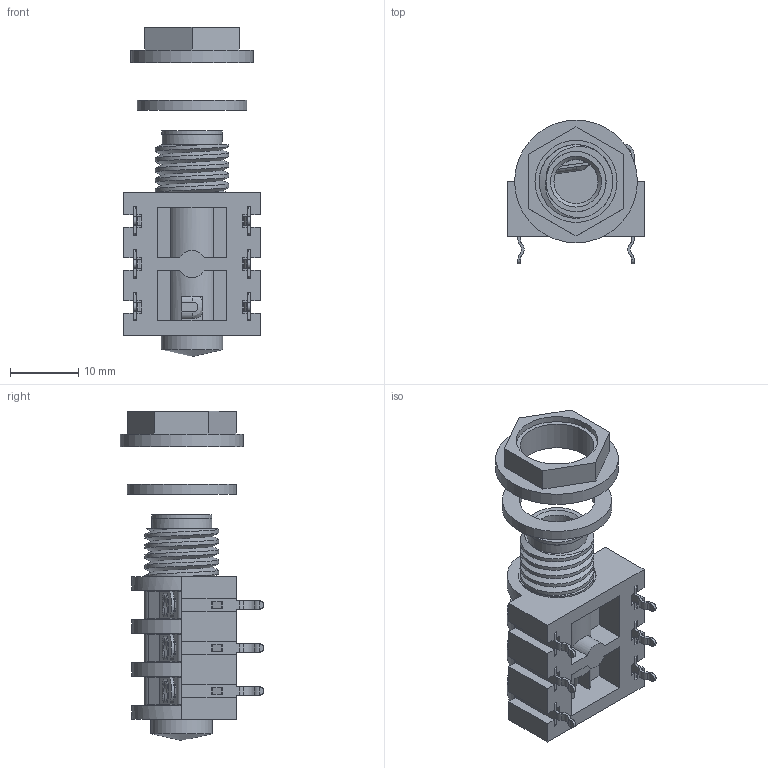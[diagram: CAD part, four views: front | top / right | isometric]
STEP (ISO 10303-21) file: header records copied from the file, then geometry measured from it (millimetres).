
FILE_DESCRIPTION((''),'2;1');
FILE_NAME('ACJS-PHR.stp','2012-06-19T18:58:51',('minh'),(''),'Autodesk Inventor 2012','Autodesk Inventor 2012','');
FILE_SCHEMA(('AUTOMOTIVE_DESIGN { 1 0 10303 214 1 1 1 1 }'));
Length unit declared in the file: millimetre
Products named in the file (7): ACJS-PHR; Housing; contact 1 retain; contact 2 retain; washer; plastic nut; metal sleeve
Assembly tree (10 placements, depth 2):
  ACJS-PHR
    Housing
    contact 1 retain  x3
    contact 2 retain  x3
    washer
    plastic nut
    metal sleeve
Bounding box: 20 x 20.98 x 48.15 mm (x, y, z)
Volume: 4140.8 mm3; surface area: 6452.8 mm2
Topology: 10 solids, 10 shells, 600 faces, 1556 edges, 983 vertices
Faces by surface type: plane 352, cylinder 169, bspline 40, torus 22, sphere 12, cone 5
Full cylindrical faces by diameter (mm): 6.44 x1, 6.5 x1, 7.16 x1, 7.2 x1, 7.26 x2, 8.8 x2, 9 x1, 10.8 x1, 11.1 x1, 12 x1, 16 x1, 17.96 x1
Entity records: 12070 total; most frequent: CARTESIAN_POINT 3470, ORIENTED_EDGE 1740, DIRECTION 1705, EDGE_CURVE 870, VECTOR 647, LINE 647, VERTEX_POINT 573, AXIS2_PLACEMENT_3D 529
